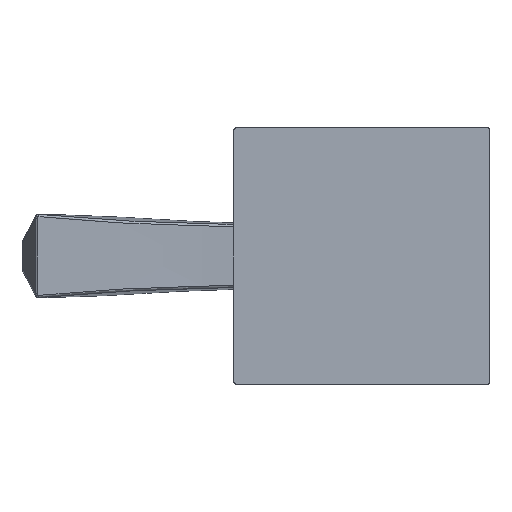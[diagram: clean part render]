
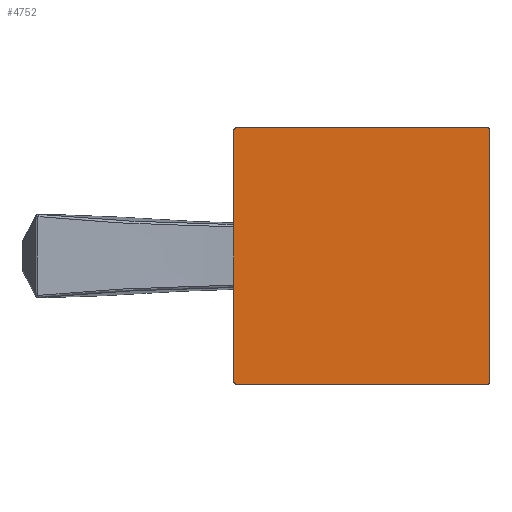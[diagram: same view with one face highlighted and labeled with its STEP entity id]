
A CAD part, front view. The second image highlights one B-rep face of the part: STEP entity #4752.
In plain terms, the highlighted planar face has unit normal (0, -1, 0).
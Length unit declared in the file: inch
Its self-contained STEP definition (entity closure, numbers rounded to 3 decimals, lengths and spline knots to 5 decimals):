
#849=CARTESIAN_POINT('',(1.12966,0.,-1.12966));
#850=DIRECTION('',(0.,-1.,0.));
#851=DIRECTION('',(0.001,0.,-1.));
#852=AXIS2_PLACEMENT_3D('',#849,#850,#851);
#854=CARTESIAN_POINT('',(-1.12966,0.,1.12966));
#855=DIRECTION('',(0.,-1.,0.));
#856=DIRECTION('',(-0.001,0.,1.));
#857=AXIS2_PLACEMENT_3D('',#854,#855,#856);
#859=CARTESIAN_POINT('',(-1.14966,0.,1.12967));
#860=CARTESIAN_POINT('',(-1.14972,0.,1.00872));
#861=CARTESIAN_POINT('',(-1.14983,0.,0.76004));
#862=CARTESIAN_POINT('',(-1.14995,0.,0.38348));
#863=CARTESIAN_POINT('',(-1.14997,0.,0.12787));
#864=CARTESIAN_POINT('',(-1.14997,0.,0.));
#870=CARTESIAN_POINT('',(-1.14997,0.,0.));
#871=CARTESIAN_POINT('',(-1.14997,0.,-0.12786));
#872=CARTESIAN_POINT('',(-1.14995,0.,-0.38345));
#873=CARTESIAN_POINT('',(-1.14983,0.,-0.76001));
#874=CARTESIAN_POINT('',(-1.14972,0.,-1.00871));
#875=CARTESIAN_POINT('',(-1.14966,0.,-1.12967));
#885=CARTESIAN_POINT('',(-1.12966,0.,-1.12966));
#886=DIRECTION('',(0.,-1.,0.));
#887=DIRECTION('',(-1.,0.,-0.001));
#888=AXIS2_PLACEMENT_3D('',#885,#886,#887);
#890=CARTESIAN_POINT('',(-1.12967,0.,-1.14966));
#891=CARTESIAN_POINT('',(-0.75316,0.,-1.14985));
#892=CARTESIAN_POINT('',(0.,0.,-1.1501));
#893=CARTESIAN_POINT('',(0.75316,0.,-1.14985));
#894=CARTESIAN_POINT('',(1.12967,0.,-1.14966));
#920=CARTESIAN_POINT('',(1.12967,0.,1.14966));
#921=CARTESIAN_POINT('',(0.75316,0.,1.14985));
#922=CARTESIAN_POINT('',(0.,0.,1.1501));
#923=CARTESIAN_POINT('',(-0.75316,0.,1.14985));
#924=CARTESIAN_POINT('',(-1.12967,0.,1.14966));
#934=CARTESIAN_POINT('',(1.12966,0.,1.12966));
#935=DIRECTION('',(0.,-1.,0.));
#936=DIRECTION('',(1.,0.,0.001));
#937=AXIS2_PLACEMENT_3D('',#934,#935,#936);
#947=CARTESIAN_POINT('',(1.14966,0.,-1.12967));
#948=CARTESIAN_POINT('',(1.14985,0.,-0.75316));
#949=CARTESIAN_POINT('',(1.1501,0.,0.));
#950=CARTESIAN_POINT('',(1.14985,0.,0.75316));
#951=CARTESIAN_POINT('',(1.14966,0.,1.12967));
#2800=CARTESIAN_POINT('',(-1.12967,0.,1.14966));
#2801=CARTESIAN_POINT('',(-1.14966,0.,1.12967));
#2802=VERTEX_POINT('',#2800);
#2803=VERTEX_POINT('',#2801);
#2804=VERTEX_POINT('',#920);
#2805=CARTESIAN_POINT('',(1.14966,0.,1.12967));
#2806=VERTEX_POINT('',#2805);
#2807=VERTEX_POINT('',#947);
#2808=CARTESIAN_POINT('',(1.12967,0.,-1.14966));
#2809=VERTEX_POINT('',#2808);
#2810=VERTEX_POINT('',#890);
#2811=CARTESIAN_POINT('',(-1.14966,0.,-1.12967));
#2812=VERTEX_POINT('',#2811);
#2813=VERTEX_POINT('',#870);
#4728=CARTESIAN_POINT('',(0.,0.,-2.297));
#4729=DIRECTION('',(0.,-1.,0.));
#4730=DIRECTION('',(1.,0.,0.));
#4731=AXIS2_PLACEMENT_3D('',#4728,#4729,#4730);
#4732=PLANE('',#4731);
#4734=ORIENTED_EDGE('',*,*,#4733,.F.);
#4736=ORIENTED_EDGE('',*,*,#4735,.F.);
#4738=ORIENTED_EDGE('',*,*,#4737,.F.);
#4740=ORIENTED_EDGE('',*,*,#4739,.F.);
#4741=ORIENTED_EDGE('',*,*,#4716,.F.);
#4743=ORIENTED_EDGE('',*,*,#4742,.F.);
#4745=ORIENTED_EDGE('',*,*,#4744,.F.);
#4747=ORIENTED_EDGE('',*,*,#4746,.F.);
#4749=ORIENTED_EDGE('',*,*,#4748,.F.);
#4750=EDGE_LOOP('',(#4734,#4736,#4738,#4740,#4741,#4743,#4745,#4747,#4749));
#4751=FACE_OUTER_BOUND('',#4750,.F.);
#4752=ADVANCED_FACE('',(#4751),#4732,.T.);
#853=CIRCLE('',#852,0.02);
#858=CIRCLE('',#857,0.02);
#865=B_SPLINE_CURVE_WITH_KNOTS('',3,(#859,#860,#861,#862,#863,#864),
.UNSPECIFIED.,.F.,.F.,(4,1,1,4),(0.,0.32119,0.66042,1.),
.UNSPECIFIED.);
#876=B_SPLINE_CURVE_WITH_KNOTS('',3,(#870,#871,#872,#873,#874,#875),
.UNSPECIFIED.,.F.,.F.,(4,1,1,4),(0.,0.33954,0.67877,1.),
.UNSPECIFIED.);
#889=CIRCLE('',#888,0.02);
#895=B_SPLINE_CURVE_WITH_KNOTS('',3,(#890,#891,#892,#893,#894),.UNSPECIFIED.,
.F.,.F.,(4,1,4),(0.,0.5,1.),.UNSPECIFIED.);
#925=B_SPLINE_CURVE_WITH_KNOTS('',3,(#920,#921,#922,#923,#924),.UNSPECIFIED.,
.F.,.F.,(4,1,4),(0.,0.5,1.),.UNSPECIFIED.);
#938=CIRCLE('',#937,0.02);
#952=B_SPLINE_CURVE_WITH_KNOTS('',3,(#947,#948,#949,#950,#951),.UNSPECIFIED.,
.F.,.F.,(4,1,4),(0.,0.5,1.),.UNSPECIFIED.);
#4716=EDGE_CURVE('',#2809,#2807,#853,.T.);
#4733=EDGE_CURVE('',#2802,#2803,#858,.T.);
#4735=EDGE_CURVE('',#2804,#2802,#925,.T.);
#4737=EDGE_CURVE('',#2806,#2804,#938,.T.);
#4739=EDGE_CURVE('',#2807,#2806,#952,.T.);
#4742=EDGE_CURVE('',#2810,#2809,#895,.T.);
#4744=EDGE_CURVE('',#2812,#2810,#889,.T.);
#4746=EDGE_CURVE('',#2813,#2812,#876,.T.);
#4748=EDGE_CURVE('',#2803,#2813,#865,.T.);
